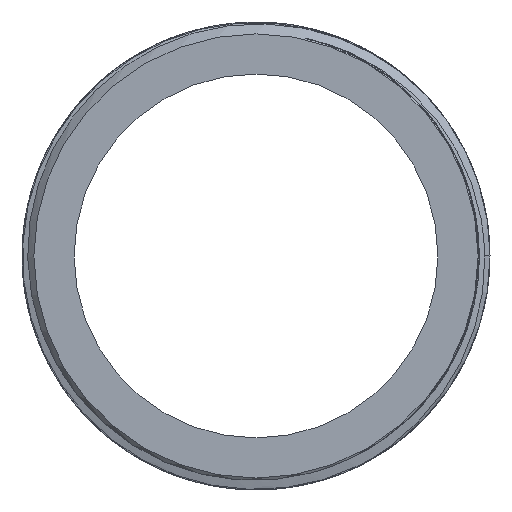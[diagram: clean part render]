
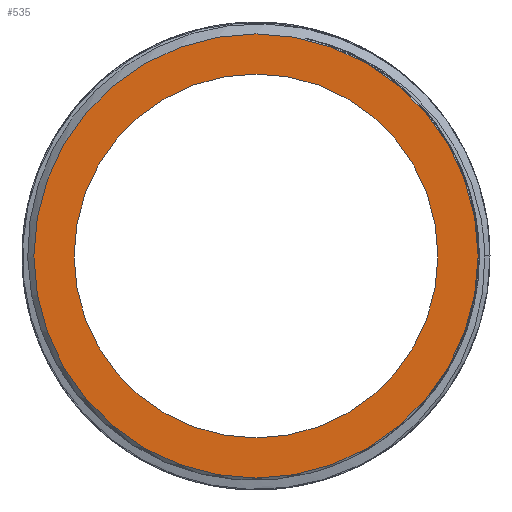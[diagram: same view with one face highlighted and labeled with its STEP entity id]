
A CAD part, left-side view. The second image highlights one B-rep face of the part: STEP entity #535.
In plain terms, the highlighted planar face has unit normal (-1, 0, 0).
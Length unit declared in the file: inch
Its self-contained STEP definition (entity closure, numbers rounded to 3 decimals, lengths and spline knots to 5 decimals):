
#19=FACE_BOUND('',#104,.T.);
#22=PLANE('',#599);
#72=FACE_OUTER_BOUND('',#103,.T.);
#103=EDGE_LOOP('',(#500,#501));
#104=EDGE_LOOP('',(#502,#503));
#152=CIRCLE('',#559,1.4465);
#153=CIRCLE('',#560,1.4465);
#170=CIRCLE('',#596,1.185);
#171=CIRCLE('',#597,1.185);
#209=VERTEX_POINT('',#921);
#210=VERTEX_POINT('',#923);
#256=VERTEX_POINT('',#8217);
#257=VERTEX_POINT('',#8219);
#265=EDGE_CURVE('',#209,#210,#152,.T.);
#266=EDGE_CURVE('',#210,#209,#153,.T.);
#337=EDGE_CURVE('',#257,#256,#170,.T.);
#338=EDGE_CURVE('',#256,#257,#171,.T.);
#500=ORIENTED_EDGE('',*,*,#266,.F.);
#501=ORIENTED_EDGE('',*,*,#265,.F.);
#502=ORIENTED_EDGE('',*,*,#337,.T.);
#503=ORIENTED_EDGE('',*,*,#338,.T.);
#535=ADVANCED_FACE('',(#72,#19),#22,.T.);
#559=AXIS2_PLACEMENT_3D('',#924,#610,#611);
#560=AXIS2_PLACEMENT_3D('',#925,#612,#613);
#596=AXIS2_PLACEMENT_3D('',#8220,#697,#698);
#597=AXIS2_PLACEMENT_3D('',#8221,#699,#700);
#599=AXIS2_PLACEMENT_3D('',#8575,#703,#704);
#610=DIRECTION('center_axis',(1.,0.,0.));
#611=DIRECTION('ref_axis',(0.,1.,0.));
#612=DIRECTION('center_axis',(1.,0.,0.));
#613=DIRECTION('ref_axis',(0.,1.,0.));
#697=DIRECTION('center_axis',(1.,0.,0.));
#698=DIRECTION('ref_axis',(0.,1.,0.));
#699=DIRECTION('center_axis',(1.,0.,0.));
#700=DIRECTION('ref_axis',(0.,1.,0.));
#703=DIRECTION('center_axis',(-1.,0.,0.));
#704=DIRECTION('ref_axis',(0.,0.,1.));
#921=CARTESIAN_POINT('',(0.,-1.4465,0.));
#923=CARTESIAN_POINT('',(0.,1.4465,0.));
#924=CARTESIAN_POINT('Origin',(0.,0.,0.));
#925=CARTESIAN_POINT('Origin',(0.,0.,0.));
#8217=CARTESIAN_POINT('',(0.,-1.185,0.));
#8219=CARTESIAN_POINT('',(0.,1.185,0.));
#8220=CARTESIAN_POINT('Origin',(0.,0.,0.));
#8221=CARTESIAN_POINT('Origin',(0.,0.,0.));
#8575=CARTESIAN_POINT('Origin',(0.,1.31575,0.));
